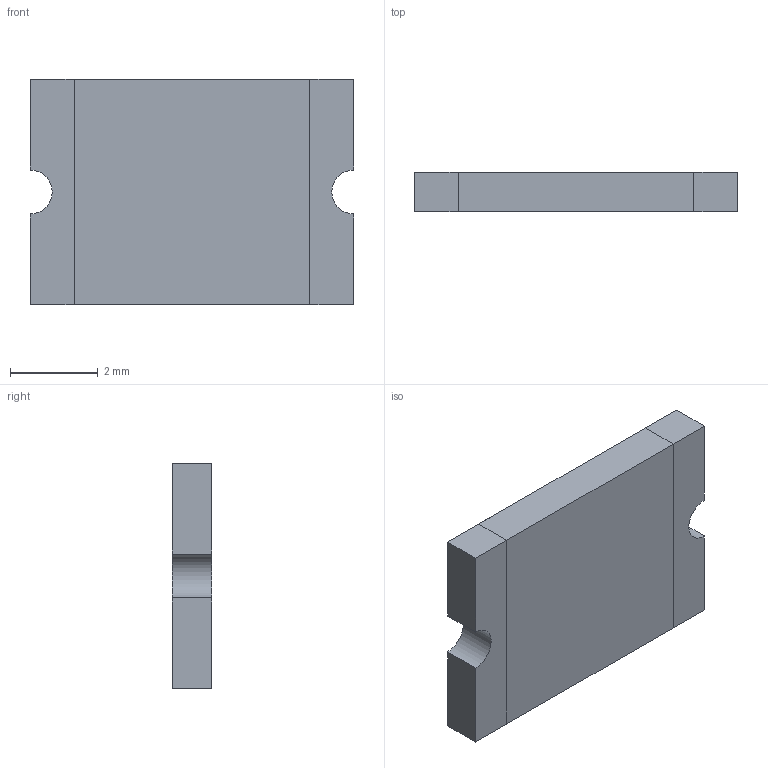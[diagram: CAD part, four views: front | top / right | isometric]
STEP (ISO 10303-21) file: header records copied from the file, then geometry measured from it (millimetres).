
FILE_DESCRIPTION (( 'STEP AP214' ), '1' );
FILE_NAME ('2EE30736-5BAC-41B4-B5B3-7EEF5BB22E46.STEP', '2023-01-28T09:57:01', ( '' ), ( '' ), 'SwSTEP 2.0', 'SolidWorks 2022', '' );
FILE_SCHEMA (( 'AUTOMOTIVE_DESIGN' ));
Length unit declared in the file: millimetre
Products named in the file (1): 2EE30736-5BAC-41B4-B5B3-7EEF5BB22E46
Bounding box: 7.36 x 0.9 x 5.12 mm (x, y, z)
Volume: 33.2 mm3; surface area: 122.9 mm2
Topology: 8 solids, 8 shells, 81 faces, 195 edges, 130 vertices
Faces by surface type: plane 49, bspline 30, cylinder 2
Entity records: 5249 total; most frequent: CARTESIAN_POINT 2557, ORIENTED_EDGE 390, DIRECTION 243, EDGE_CURVE 195, LINE 131, VECTOR 131, VERTEX_POINT 130, UNCERTAINTY_MEASURE_WITH_UNIT 91
